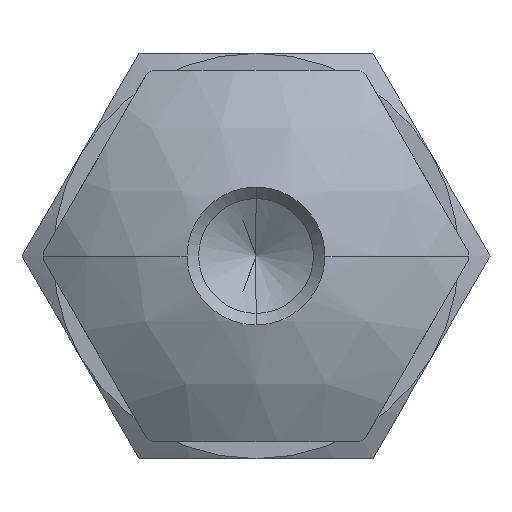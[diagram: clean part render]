
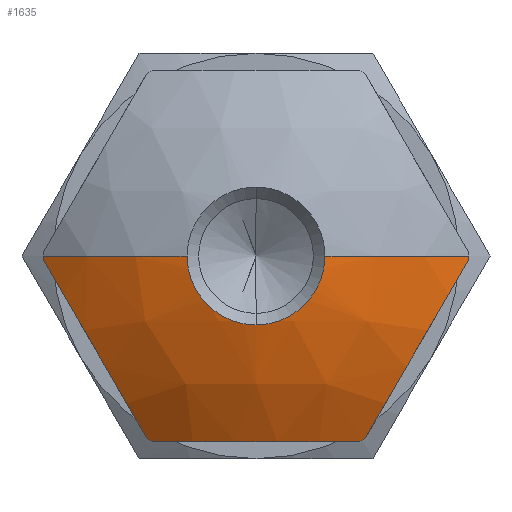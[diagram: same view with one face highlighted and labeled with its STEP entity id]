
A CAD part, front view. The second image highlights one B-rep face of the part: STEP entity #1635.
In plain terms, the highlighted spherical face has radius 20 mm.
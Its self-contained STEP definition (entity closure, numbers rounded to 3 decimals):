
#3 = CARTESIAN_POINT ( 'NONE',  ( -6.454, -12.936, -10.822 ) ) ;
#14 = CARTESIAN_POINT ( 'NONE',  ( -12.6, -12.936, 0. ) ) ;
#76 = DIRECTION ( 'NONE',  ( 0., 0., -1. ) ) ;
#91 = VERTEX_POINT ( 'NONE', #1163 ) ;
#96 = DIRECTION ( 'NONE',  ( 0., 1., 0. ) ) ;
#113 = DIRECTION ( 'NONE',  ( -1., 0., 0. ) ) ;
#177 = VERTEX_POINT ( 'NONE', #2164 ) ;
#239 = EDGE_CURVE ( 'NONE', #376, #1842, #1036, .T. ) ;
#281 = AXIS2_PLACEMENT_3D ( 'NONE', #358, #1629, #533 ) ;
#329 = EDGE_CURVE ( 'NONE', #773, #1057, #1774, .T. ) ;
#358 = CARTESIAN_POINT ( 'NONE',  ( 0., -12.936, 0. ) ) ;
#376 = VERTEX_POINT ( 'NONE', #3 ) ;
#386 = ORIENTED_EDGE ( 'NONE', *, *, #2205, .T. ) ;
#394 = AXIS2_PLACEMENT_3D ( 'NONE', #828, #1207, #1378 ) ;
#413 = EDGE_CURVE ( 'NONE', #1091, #2080, #1076, .T. ) ;
#417 = VERTEX_POINT ( 'NONE', #14 ) ;
#436 = AXIS2_PLACEMENT_3D ( 'NONE', #1926, #1478, #1493 ) ;
#500 = VERTEX_POINT ( 'NONE', #1543 ) ;
#528 = EDGE_LOOP ( 'NONE', ( #634, #386, #1716, #1102, #604, #1602, #687, #921, #2057, #1092, #893 ) ) ;
#533 = DIRECTION ( 'NONE',  ( 0., 0., -1. ) ) ;
#539 = VERTEX_POINT ( 'NONE', #2058 ) ;
#604 = ORIENTED_EDGE ( 'NONE', *, *, #1338, .F. ) ;
#608 = CIRCLE ( 'NONE', #1005, 16.703 ) ;
#611 = AXIS2_PLACEMENT_3D ( 'NONE', #1920, #1489, #863 ) ;
#625 = CARTESIAN_POINT ( 'NONE',  ( 0., 2.596, 0. ) ) ;
#634 = ORIENTED_EDGE ( 'NONE', *, *, #329, .T. ) ;
#635 = DIRECTION ( 'NONE',  ( 0.866, 0., -0.5 ) ) ;
#645 = CARTESIAN_POINT ( 'NONE',  ( 9.526, 2.596, -5.5 ) ) ;
#658 = DIRECTION ( 'NONE',  ( 0., 1., 0. ) ) ;
#665 = CARTESIAN_POINT ( 'NONE',  ( 12.599, -12.936, -0.178 ) ) ;
#687 = ORIENTED_EDGE ( 'NONE', *, *, #239, .F. ) ;
#697 = CARTESIAN_POINT ( 'NONE',  ( -12.599, -12.936, -0.178 ) ) ;
#702 = EDGE_CURVE ( 'NONE', #773, #2080, #1687, .T. ) ;
#749 = EDGE_CURVE ( 'NONE', #417, #1842, #2066, .T. ) ;
#772 = EDGE_CURVE ( 'NONE', #1091, #177, #608, .T. ) ;
#773 = VERTEX_POINT ( 'NONE', #665 ) ;
#817 = DIRECTION ( 'NONE',  ( -1., 0., 0. ) ) ;
#828 = CARTESIAN_POINT ( 'NONE',  ( 0., -12.936, 0. ) ) ;
#853 = CARTESIAN_POINT ( 'NONE',  ( 0., 2.596, -11. ) ) ;
#863 = DIRECTION ( 'NONE',  ( -0.5, 0., 0.866 ) ) ;
#893 = ORIENTED_EDGE ( 'NONE', *, *, #702, .F. ) ;
#921 = ORIENTED_EDGE ( 'NONE', *, *, #1947, .T. ) ;
#924 = CIRCLE ( 'NONE', #1038, 4.083 ) ;
#938 = AXIS2_PLACEMENT_3D ( 'NONE', #1191, #96, #1364 ) ;
#1005 = AXIS2_PLACEMENT_3D ( 'NONE', #853, #2124, #1028 ) ;
#1028 = DIRECTION ( 'NONE',  ( -1., 0., 0. ) ) ;
#1036 = CIRCLE ( 'NONE', #611, 16.703 ) ;
#1038 = AXIS2_PLACEMENT_3D ( 'NONE', #1740, #658, #1922 ) ;
#1057 = VERTEX_POINT ( 'NONE', #1864 ) ;
#1060 = CARTESIAN_POINT ( 'NONE',  ( 0., 2.596, 0. ) ) ;
#1076 = CIRCLE ( 'NONE', #436, 12.6 ) ;
#1091 = VERTEX_POINT ( 'NONE', #1704 ) ;
#1092 = ORIENTED_EDGE ( 'NONE', *, *, #413, .T. ) ;
#1096 = AXIS2_PLACEMENT_3D ( 'NONE', #625, #1888, #817 ) ;
#1102 = ORIENTED_EDGE ( 'NONE', *, *, #1785, .T. ) ;
#1118 = FACE_OUTER_BOUND ( 'NONE', #528, .T. ) ;
#1147 = CIRCLE ( 'NONE', #1442, 20. ) ;
#1163 = CARTESIAN_POINT ( 'NONE',  ( 0., -16.983, -4.083 ) ) ;
#1170 = DIRECTION ( 'NONE',  ( -0.5, 0., -0.866 ) ) ;
#1191 = CARTESIAN_POINT ( 'NONE',  ( 0., -16.983, 0. ) ) ;
#1207 = DIRECTION ( 'NONE',  ( 0., -1., 0. ) ) ;
#1224 = DIRECTION ( 'NONE',  ( 0., 0., -1. ) ) ;
#1251 = DIRECTION ( 'NONE',  ( 1., 0., 0. ) ) ;
#1316 = CARTESIAN_POINT ( 'NONE',  ( 6.454, -12.936, -10.822 ) ) ;
#1338 = EDGE_CURVE ( 'NONE', #417, #500, #1147, .T. ) ;
#1364 = DIRECTION ( 'NONE',  ( 0., 0., 1. ) ) ;
#1378 = DIRECTION ( 'NONE',  ( 0., 0., -1. ) ) ;
#1442 = AXIS2_PLACEMENT_3D ( 'NONE', #1060, #2327, #1251 ) ;
#1460 = AXIS2_PLACEMENT_3D ( 'NONE', #2213, #1803, #76 ) ;
#1478 = DIRECTION ( 'NONE',  ( 0., -1., 0. ) ) ;
#1489 = DIRECTION ( 'NONE',  ( -0.866, 0., -0.5 ) ) ;
#1493 = DIRECTION ( 'NONE',  ( 0., 0., -1. ) ) ;
#1543 = CARTESIAN_POINT ( 'NONE',  ( -4.083, -16.983, 0. ) ) ;
#1580 = CARTESIAN_POINT ( 'NONE',  ( 0., 2.596, 0. ) ) ;
#1585 = EDGE_CURVE ( 'NONE', #539, #91, #924, .T. ) ;
#1602 = ORIENTED_EDGE ( 'NONE', *, *, #749, .T. ) ;
#1629 = DIRECTION ( 'NONE',  ( 0., -1., 0. ) ) ;
#1635 = ADVANCED_FACE ( 'NONE', ( #1118 ), #2081, .T. ) ;
#1649 = AXIS2_PLACEMENT_3D ( 'NONE', #1580, #1224, #113 ) ;
#1687 = CIRCLE ( 'NONE', #2158, 16.703 ) ;
#1704 = CARTESIAN_POINT ( 'NONE',  ( 6.145, -12.936, -11. ) ) ;
#1716 = ORIENTED_EDGE ( 'NONE', *, *, #1585, .T. ) ;
#1740 = CARTESIAN_POINT ( 'NONE',  ( 0., -16.983, 0. ) ) ;
#1774 = CIRCLE ( 'NONE', #1460, 12.6 ) ;
#1785 = EDGE_CURVE ( 'NONE', #91, #500, #1792, .T. ) ;
#1792 = CIRCLE ( 'NONE', #938, 4.083 ) ;
#1803 = DIRECTION ( 'NONE',  ( 0., -1., 0. ) ) ;
#1842 = VERTEX_POINT ( 'NONE', #697 ) ;
#1846 = CIRCLE ( 'NONE', #281, 12.6 ) ;
#1864 = CARTESIAN_POINT ( 'NONE',  ( 12.6, -12.936, 0. ) ) ;
#1888 = DIRECTION ( 'NONE',  ( 0., 0., -1. ) ) ;
#1920 = CARTESIAN_POINT ( 'NONE',  ( -9.526, 2.596, -5.5 ) ) ;
#1922 = DIRECTION ( 'NONE',  ( 0., 0., 1. ) ) ;
#1926 = CARTESIAN_POINT ( 'NONE',  ( 0., -12.936, 0. ) ) ;
#1947 = EDGE_CURVE ( 'NONE', #376, #177, #1846, .T. ) ;
#2057 = ORIENTED_EDGE ( 'NONE', *, *, #772, .F. ) ;
#2058 = CARTESIAN_POINT ( 'NONE',  ( 4.083, -16.983, 0. ) ) ;
#2066 = CIRCLE ( 'NONE', #394, 12.6 ) ;
#2080 = VERTEX_POINT ( 'NONE', #1316 ) ;
#2081 = SPHERICAL_SURFACE ( 'NONE', #1649, 20. ) ;
#2086 = CIRCLE ( 'NONE', #1096, 20. ) ;
#2124 = DIRECTION ( 'NONE',  ( 0., 0., -1. ) ) ;
#2158 = AXIS2_PLACEMENT_3D ( 'NONE', #645, #635, #1170 ) ;
#2164 = CARTESIAN_POINT ( 'NONE',  ( -6.145, -12.936, -11. ) ) ;
#2205 = EDGE_CURVE ( 'NONE', #1057, #539, #2086, .T. ) ;
#2213 = CARTESIAN_POINT ( 'NONE',  ( 0., -12.936, 0. ) ) ;
#2327 = DIRECTION ( 'NONE',  ( 0., 0., 1. ) ) ;
